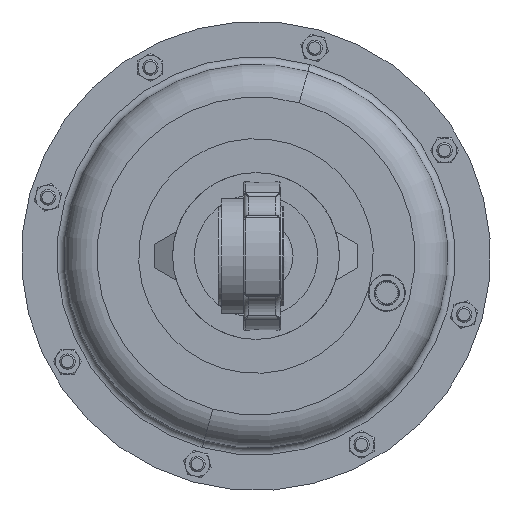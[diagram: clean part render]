
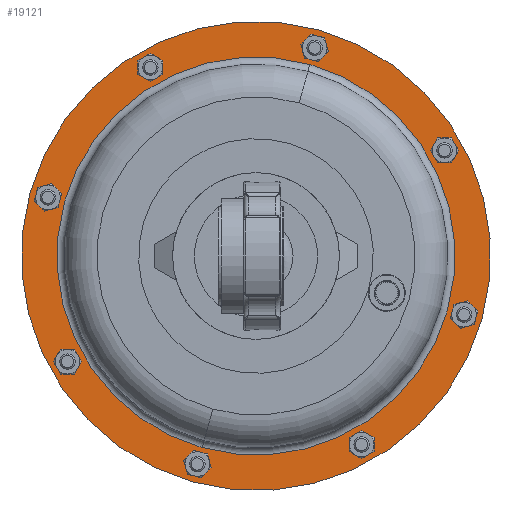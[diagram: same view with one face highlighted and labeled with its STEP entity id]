
A CAD part, front view. The second image highlights one B-rep face of the part: STEP entity #19121.
In plain terms, the highlighted planar face has unit normal (0, -1, 0).
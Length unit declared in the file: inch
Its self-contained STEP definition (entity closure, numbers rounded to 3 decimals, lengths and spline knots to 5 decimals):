
#427 = ORIENTED_EDGE ( 'NONE', *, *, #14162, .F. ) ;
#456 = EDGE_LOOP ( 'NONE', ( #9158, #825 ) ) ;
#797 = DIRECTION ( 'NONE',  ( 0., 1., 0. ) ) ;
#825 = ORIENTED_EDGE ( 'NONE', *, *, #5755, .T. ) ;
#1757 = ORIENTED_EDGE ( 'NONE', *, *, #10829, .F. ) ;
#1913 = DIRECTION ( 'NONE',  ( 0.271, 0., 0.963 ) ) ;
#2074 = DIRECTION ( 'NONE',  ( 0., 1., 0. ) ) ;
#2641 = CARTESIAN_POINT ( 'NONE',  ( 1.0925, 8.4225, 3.87805 ) ) ;
#2701 = DIRECTION ( 'NONE',  ( -0.271, 0., -0.963 ) ) ;
#4202 = AXIS2_PLACEMENT_3D ( 'NONE', #20366, #16966, #2701 ) ;
#4226 = CARTESIAN_POINT ( 'NONE',  ( 0., 8.4225, 0. ) ) ;
#4647 = PLANE ( 'NONE',  #4202 ) ;
#4817 = CIRCLE ( 'NONE', #14669, 4.029 ) ;
#5379 = VERTEX_POINT ( 'NONE', #5394 ) ;
#5394 = CARTESIAN_POINT ( 'NONE',  ( 1.288, 8.4225, 4.57204 ) ) ;
#5755 = EDGE_CURVE ( 'NONE', #6346, #21873, #4817, .T. ) ;
#6231 = FACE_BOUND ( 'NONE', #456, .T. ) ;
#6346 = VERTEX_POINT ( 'NONE', #9439 ) ;
#9158 = ORIENTED_EDGE ( 'NONE', *, *, #10791, .T. ) ;
#9439 = CARTESIAN_POINT ( 'NONE',  ( -1.0925, 8.4225, -3.87805 ) ) ;
#10624 = DIRECTION ( 'NONE',  ( 0.271, 0., 0.963 ) ) ;
#10703 = CARTESIAN_POINT ( 'NONE',  ( -1.288, 8.4225, -4.57204 ) ) ;
#10791 = EDGE_CURVE ( 'NONE', #21873, #6346, #14874, .T. ) ;
#10829 = EDGE_CURVE ( 'NONE', #14454, #5379, #19301, .T. ) ;
#11425 = DIRECTION ( 'NONE',  ( 0.271, 0., 0.963 ) ) ;
#12195 = CARTESIAN_POINT ( 'NONE',  ( 0., 8.4225, 0. ) ) ;
#12501 = DIRECTION ( 'NONE',  ( 0., 1., 0. ) ) ;
#13348 = AXIS2_PLACEMENT_3D ( 'NONE', #12195, #13944, #10624 ) ;
#13435 = FACE_OUTER_BOUND ( 'NONE', #16281, .T. ) ;
#13944 = DIRECTION ( 'NONE',  ( 0., 1., 0. ) ) ;
#14162 = EDGE_CURVE ( 'NONE', #5379, #14454, #19893, .T. ) ;
#14454 = VERTEX_POINT ( 'NONE', #10703 ) ;
#14669 = AXIS2_PLACEMENT_3D ( 'NONE', #18060, #12501, #1913 ) ;
#14874 = CIRCLE ( 'NONE', #13348, 4.029 ) ;
#16253 = CARTESIAN_POINT ( 'NONE',  ( 0., 8.4225, 0. ) ) ;
#16281 = EDGE_LOOP ( 'NONE', ( #427, #1757 ) ) ;
#16966 = DIRECTION ( 'NONE',  ( 0., -1., 0. ) ) ;
#18060 = CARTESIAN_POINT ( 'NONE',  ( 0., 8.4225, 0. ) ) ;
#19121 = ADVANCED_FACE ( 'NONE', ( #6231, #13435 ), #4647, .T. ) ;
#19301 = CIRCLE ( 'NONE', #19840, 4.75 ) ;
#19791 = DIRECTION ( 'NONE',  ( 0.271, 0., 0.963 ) ) ;
#19840 = AXIS2_PLACEMENT_3D ( 'NONE', #16253, #2074, #19791 ) ;
#19893 = CIRCLE ( 'NONE', #21075, 4.75 ) ;
#20366 = CARTESIAN_POINT ( 'NONE',  ( 4.57204, 8.4225, -1.288 ) ) ;
#21075 = AXIS2_PLACEMENT_3D ( 'NONE', #4226, #797, #11425 ) ;
#21873 = VERTEX_POINT ( 'NONE', #2641 ) ;
